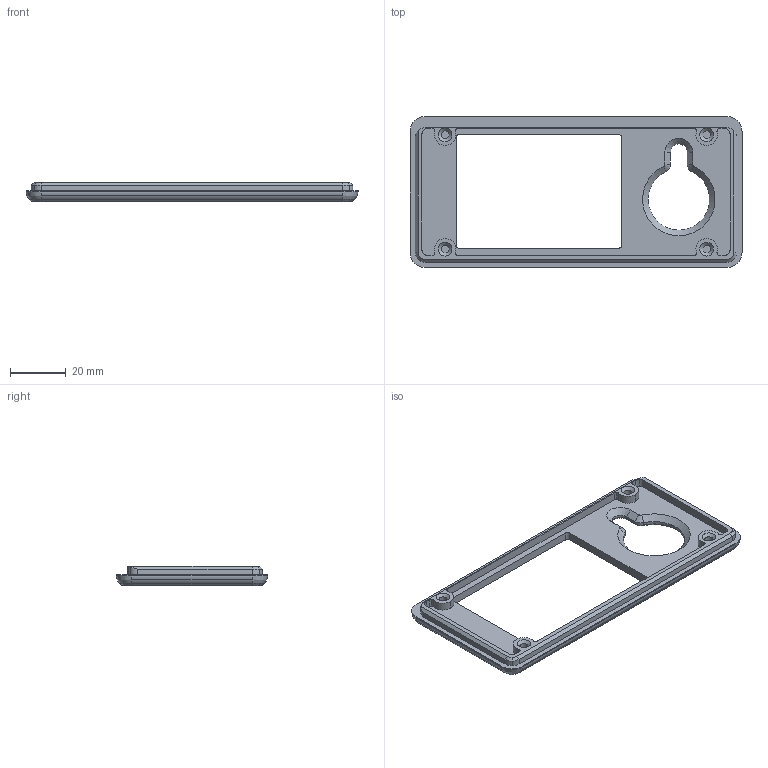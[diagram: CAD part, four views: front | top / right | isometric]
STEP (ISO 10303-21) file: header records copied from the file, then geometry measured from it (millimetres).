
FILE_DESCRIPTION(('HOOPS Exchange Step'),'2;1');
FILE_NAME('temp_export','2020-11-04T15:26:41-06:00',('mobile'),('Shapr3D Limited'),'HOOPS Exchange 2020.2','Shapr3D','Authorized');
FILE_SCHEMA( ('AP203_CONFIGURATION_CONTROLLED_3D_DESIGN_OF_MECHANICAL_PARTS_AND_ASSEMBLIES_MIM_LF') );
Length unit declared in the file: millimetre
Products named in the file (1): Mini 12864 Tophat Front
Bounding box: 119 x 54.2 x 7 mm (x, y, z)
Volume: 14981.8 mm3; surface area: 11017.4 mm2
Topology: 1 solids, 1 shells, 154 faces, 402 edges, 256 vertices
Faces by surface type: cylinder 71, plane 45, cone 34, bspline 4
Full cylindrical faces by diameter (mm): 2.9 x4
Entity records: 4828 total; most frequent: DIRECTION 902, CARTESIAN_POINT 851, ORIENTED_EDGE 804, EDGE_CURVE 402, AXIS2_PLACEMENT_3D 351, VERTEX_POINT 256, VECTOR 200, LINE 200
